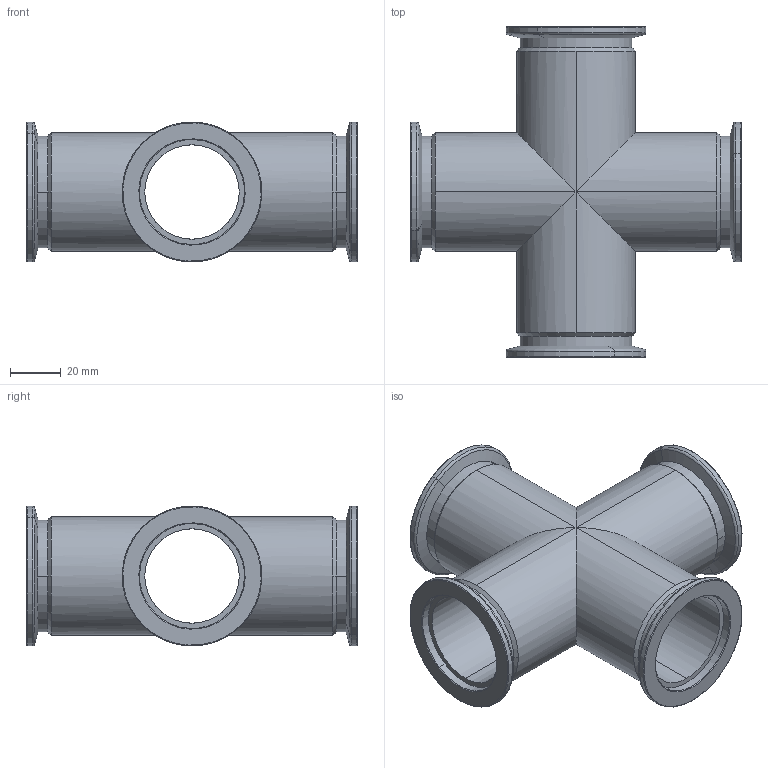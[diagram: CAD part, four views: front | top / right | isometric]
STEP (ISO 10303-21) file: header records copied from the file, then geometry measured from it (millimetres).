
FILE_DESCRIPTION (( 'STEP AP214' ), '1' );
FILE_NAME ('Hositrad_KX4-40-38-Alu.STEP', '2017-06-08T07:12:21', ( 'Gebruiker' ), ( '' ), 'SwSTEP 2.0', 'SolidWorks 2017', '' );
FILE_SCHEMA (( 'AUTOMOTIVE_DESIGN' ));
Length unit declared in the file: millimetre
Products named in the file (3): KF40-44.5WS; Hositrad_KX4-40-38-Alu; KX4-Tube-All-Alu_KT40-38 Alu
Assembly tree (5 placements, depth 2):
  Hositrad_KX4-40-38-Alu
    KX4-Tube-All-Alu_KT40-38 Alu
    KF40-44.5WS  x4
Bounding box: 130 x 130 x 54.92 mm (x, y, z)
Volume: 131153.8 mm3; surface area: 64876.8 mm2
Topology: 5 solids, 5 shells, 100 faces, 208 edges, 116 vertices
Faces by surface type: cylinder 48, cone 24, torus 16, plane 12
Entity records: 1544 total; most frequent: DIRECTION 286, CARTESIAN_POINT 258, ORIENTED_EDGE 224, AXIS2_PLACEMENT_3D 122, EDGE_CURVE 112, VERTEX_POINT 62, CIRCLE 62, EDGE_LOOP 58
